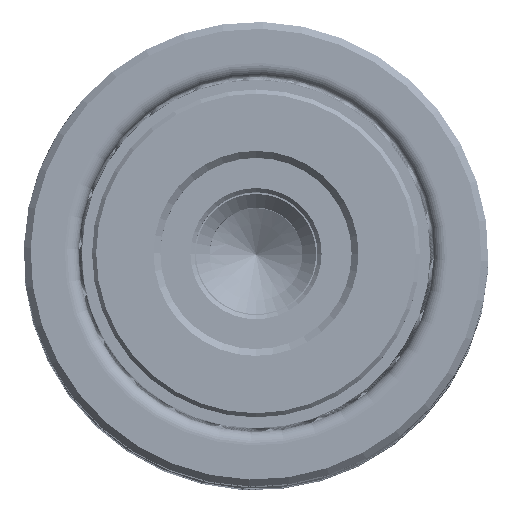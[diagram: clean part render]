
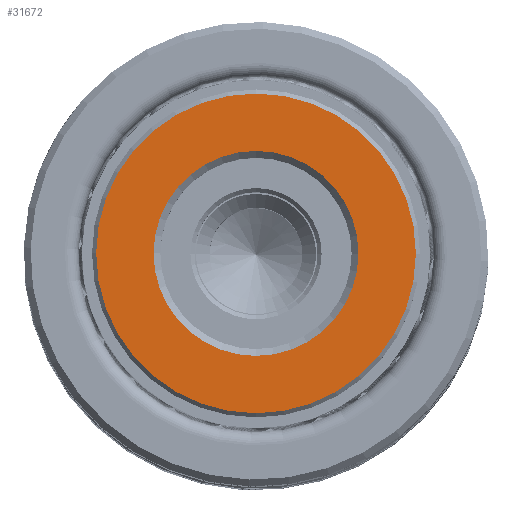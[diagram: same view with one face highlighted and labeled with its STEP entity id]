
A CAD part, top view. The second image highlights one B-rep face of the part: STEP entity #31672.
In plain terms, the highlighted face is planar.
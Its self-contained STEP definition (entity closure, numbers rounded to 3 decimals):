
#1061 = AXIS2_PLACEMENT_3D ( 'NONE', #15099, #38034, #18406 ) ;
#2794 = DIRECTION ( 'NONE',  ( 0., 0., 1. ) ) ;
#3061 = DIRECTION ( 'NONE',  ( 0., 0., -1. ) ) ;
#3531 = ORIENTED_EDGE ( 'NONE', *, *, #40853, .T. ) ;
#5046 = CIRCLE ( 'NONE', #7678, 7.5 ) ;
#5632 = CIRCLE ( 'NONE', #1061, 11.7 ) ;
#7678 = AXIS2_PLACEMENT_3D ( 'NONE', #22444, #2794, #25757 ) ;
#8995 = EDGE_CURVE ( 'NONE', #39615, #17988, #5632, .T. ) ;
#9608 = CARTESIAN_POINT ( 'NONE',  ( 0., 0., 0. ) ) ;
#11680 = FACE_BOUND ( 'NONE', #27237, .T. ) ;
#12399 = VERTEX_POINT ( 'NONE', #28328 ) ;
#12569 = ORIENTED_EDGE ( 'NONE', *, *, #29913, .T. ) ;
#12938 = DIRECTION ( 'NONE',  ( 1., 0., 0. ) ) ;
#13687 = PLANE ( 'NONE',  #39035 ) ;
#15099 = CARTESIAN_POINT ( 'NONE',  ( 0., 0., 0. ) ) ;
#15238 = VERTEX_POINT ( 'NONE', #32844 ) ;
#17988 = VERTEX_POINT ( 'NONE', #37104 ) ;
#18406 = DIRECTION ( 'NONE',  ( 1., 0., 0. ) ) ;
#18753 = AXIS2_PLACEMENT_3D ( 'NONE', #22716, #3061, #25992 ) ;
#18754 = AXIS2_PLACEMENT_3D ( 'NONE', #9608, #32539, #12938 ) ;
#20294 = DIRECTION ( 'NONE',  ( 1., 0., 0. ) ) ;
#22444 = CARTESIAN_POINT ( 'NONE',  ( 0., 0., 0. ) ) ;
#22716 = CARTESIAN_POINT ( 'NONE',  ( 0., 0., 0. ) ) ;
#23454 = ORIENTED_EDGE ( 'NONE', *, *, #35613, .T. ) ;
#24240 = ORIENTED_EDGE ( 'NONE', *, *, #8995, .T. ) ;
#25757 = DIRECTION ( 'NONE',  ( 1., 0., 0. ) ) ;
#25992 = DIRECTION ( 'NONE',  ( 1., 0., 0. ) ) ;
#26245 = CIRCLE ( 'NONE', #18754, 7.5 ) ;
#27237 = EDGE_LOOP ( 'NONE', ( #3531, #12569 ) ) ;
#28078 = FACE_OUTER_BOUND ( 'NONE', #31743, .T. ) ;
#28328 = CARTESIAN_POINT ( 'NONE',  ( -7.5, 0., 0. ) ) ;
#29913 = EDGE_CURVE ( 'NONE', #15238, #12399, #5046, .T. ) ;
#30031 = CARTESIAN_POINT ( 'NONE',  ( 0., 0., 0. ) ) ;
#30437 = CIRCLE ( 'NONE', #18753, 11.7 ) ;
#31672 = ADVANCED_FACE ( 'NONE', ( #28078, #11680 ), #13687, .F. ) ;
#31743 = EDGE_LOOP ( 'NONE', ( #24240, #23454 ) ) ;
#32539 = DIRECTION ( 'NONE',  ( 0., 0., 1. ) ) ;
#32844 = CARTESIAN_POINT ( 'NONE',  ( 7.5, 0., 0. ) ) ;
#34487 = CARTESIAN_POINT ( 'NONE',  ( 11.7, 0., 0. ) ) ;
#35613 = EDGE_CURVE ( 'NONE', #17988, #39615, #30437, .T. ) ;
#37104 = CARTESIAN_POINT ( 'NONE',  ( -11.7, 0., 0. ) ) ;
#38034 = DIRECTION ( 'NONE',  ( 0., 0., -1. ) ) ;
#39035 = AXIS2_PLACEMENT_3D ( 'NONE', #30031, #39933, #20294 ) ;
#39615 = VERTEX_POINT ( 'NONE', #34487 ) ;
#39933 = DIRECTION ( 'NONE',  ( 0., 0., 1. ) ) ;
#40853 = EDGE_CURVE ( 'NONE', #12399, #15238, #26245, .T. ) ;
